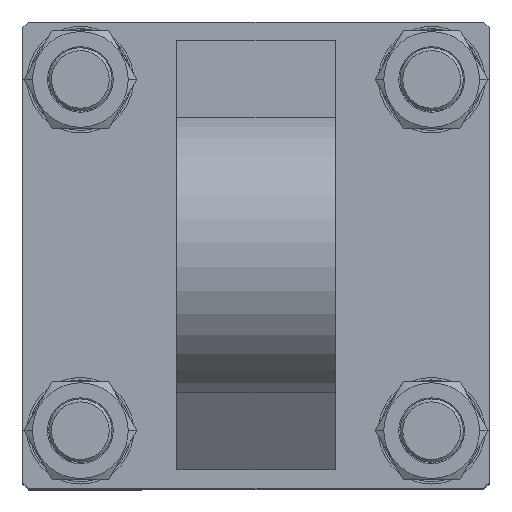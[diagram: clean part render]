
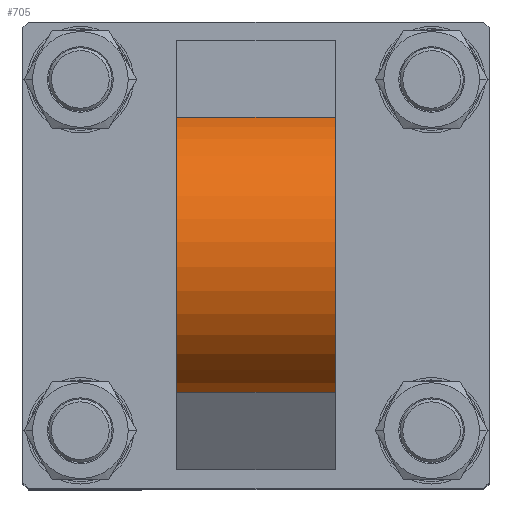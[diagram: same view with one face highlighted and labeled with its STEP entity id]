
A CAD part, top view. The second image highlights one B-rep face of the part: STEP entity #705.
In plain terms, the highlighted cylindrical face has radius 50 mm (diameter 100 mm), a partial arc.
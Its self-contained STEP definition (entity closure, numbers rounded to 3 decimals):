
#705 = ADVANCED_FACE ( 'NONE', ( #7538 ), #7531, .T. ) ;
#1400 = AXIS2_PLACEMENT_3D ( 'NONE', #5968, #5915, #5969 ) ;
#1570 = CARTESIAN_POINT ( 'NONE',  ( 27.5, -47.686, -85.035 ) ) ;
#1773 = AXIS2_PLACEMENT_3D ( 'NONE', #3796, #3797, #3798 ) ;
#1775 = AXIS2_PLACEMENT_3D ( 'NONE', #3786, #3787, #3788 ) ;
#1981 = ORIENTED_EDGE ( 'NONE', *, *, #8045, .T. ) ;
#1982 = ORIENTED_EDGE ( 'NONE', *, *, #8049, .F. ) ;
#1983 = ORIENTED_EDGE ( 'NONE', *, *, #8041, .F. ) ;
#1984 = ORIENTED_EDGE ( 'NONE', *, *, #8050, .T. ) ;
#2243 = VERTEX_POINT ( 'NONE', #7260 ) ;
#2245 = VERTEX_POINT ( 'NONE', #7263 ) ;
#2253 = VERTEX_POINT ( 'NONE', #7274 ) ;
#2348 = VERTEX_POINT ( 'NONE', #1570 ) ;
#3785 = DIRECTION ( 'NONE',  ( -1., 0., 0. ) ) ;
#3786 = CARTESIAN_POINT ( 'NONE',  ( 27.5, 0., -70. ) ) ;
#3787 = DIRECTION ( 'NONE',  ( 1., 0., 0. ) ) ;
#3788 = DIRECTION ( 'NONE',  ( 0., 0., -1. ) ) ;
#3796 = CARTESIAN_POINT ( 'NONE',  ( -27.5, 0., -70. ) ) ;
#3797 = DIRECTION ( 'NONE',  ( 1., 0., 0. ) ) ;
#3798 = DIRECTION ( 'NONE',  ( 0., 0., -1. ) ) ;
#3800 = CARTESIAN_POINT ( 'NONE',  ( 27.5, 47.686, -85.035 ) ) ;
#3805 = CARTESIAN_POINT ( 'NONE',  ( 27.5, -47.686, -85.035 ) ) ;
#3806 = DIRECTION ( 'NONE',  ( -1., 0., 0. ) ) ;
#5915 = DIRECTION ( 'NONE',  ( -1., 0., 0. ) ) ;
#5968 = CARTESIAN_POINT ( 'NONE',  ( 27.5, 0., -70. ) ) ;
#5969 = DIRECTION ( 'NONE',  ( 0., 0., 1. ) ) ;
#7260 = CARTESIAN_POINT ( 'NONE',  ( -27.5, 47.686, -85.035 ) ) ;
#7263 = CARTESIAN_POINT ( 'NONE',  ( 27.5, 47.686, -85.035 ) ) ;
#7274 = CARTESIAN_POINT ( 'NONE',  ( -27.5, -47.686, -85.035 ) ) ;
#7492 = EDGE_LOOP ( 'NONE', ( #1981, #1982, #1983, #1984 ) ) ;
#7531 = CYLINDRICAL_SURFACE ( 'NONE', #1400, 50. ) ;
#7538 = FACE_OUTER_BOUND ( 'NONE', #7492, .T. ) ;
#7605 = VECTOR ( 'NONE', #3806, 1000. ) ;
#7607 = VECTOR ( 'NONE', #3785, 1000. ) ;
#7608 = LINE ( 'NONE', #3805, #7605 ) ;
#7609 = LINE ( 'NONE', #3800, #7607 ) ;
#7615 = CIRCLE ( 'NONE', #1773, 50. ) ;
#7621 = CIRCLE ( 'NONE', #1775, 50. ) ;
#8041 = EDGE_CURVE ( 'NONE', #2348, #2245, #7621, .T. ) ;
#8045 = EDGE_CURVE ( 'NONE', #2253, #2243, #7615, .T. ) ;
#8049 = EDGE_CURVE ( 'NONE', #2245, #2243, #7609, .T. ) ;
#8050 = EDGE_CURVE ( 'NONE', #2348, #2253, #7608, .T. ) ;
